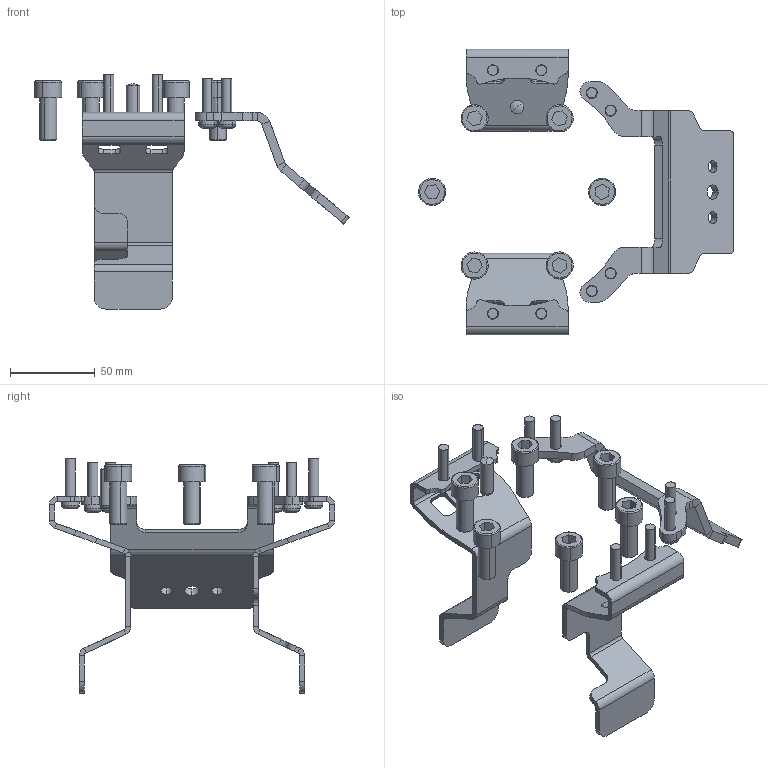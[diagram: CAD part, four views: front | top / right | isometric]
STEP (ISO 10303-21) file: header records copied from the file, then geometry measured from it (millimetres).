
FILE_DESCRIPTION (( 'STEP AP203' ), '1' );
FILE_NAME ('P5203-1.STEP', '2021-03-01T07:42:44', ( '' ), ( '' ), 'SwSTEP 2.0', 'SolidWorks 2019', '' );
FILE_SCHEMA (( 'CONFIG_CONTROL_DESIGN' ));
Length unit declared in the file: millimetre
Products named in the file (1): P5203-1
Bounding box: 185.27 x 167.94 x 137.7 mm (x, y, z)
Volume: 112079.3 mm3; surface area: 69937.7 mm2
Topology: 18 solids, 18 shells, 586 faces, 1406 edges, 884 vertices
Faces by surface type: cylinder 298, plane 222, torus 44, cone 14, sphere 4, bspline 4
Entity records: 17267 total; most frequent: DIRECTION 3262, CARTESIAN_POINT 2949, ORIENTED_EDGE 2812, EDGE_CURVE 1406, AXIS2_PLACEMENT_3D 1289, VERTEX_POINT 884, CIRCLE 706, VECTOR 684
